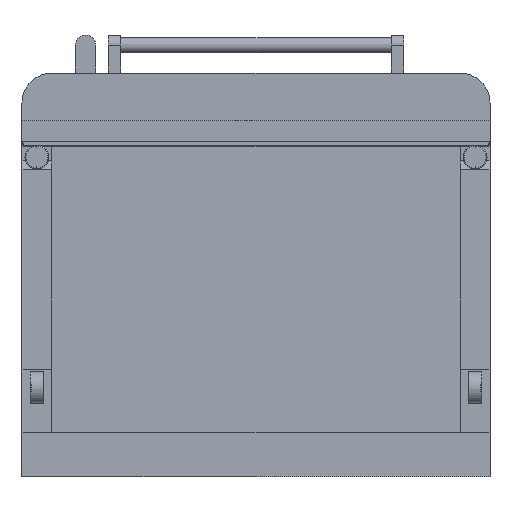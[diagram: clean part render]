
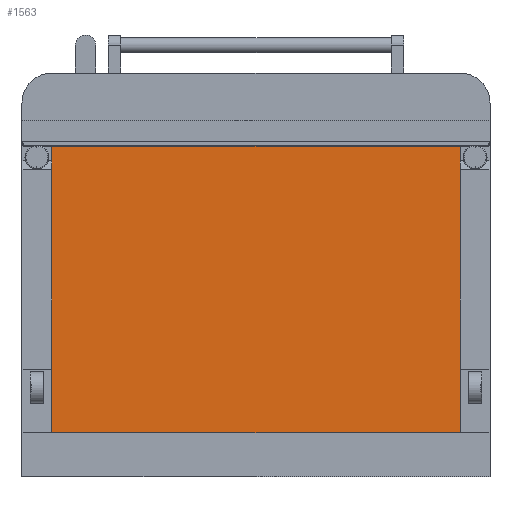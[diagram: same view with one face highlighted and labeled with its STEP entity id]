
A CAD part, front view. The second image highlights one B-rep face of the part: STEP entity #1563.
In plain terms, the highlighted planar face has unit normal (0, -1, 0).
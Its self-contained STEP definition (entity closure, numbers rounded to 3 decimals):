
#16 = FACE_OUTER_BOUND ( 'NONE', #1494, .T. ) ;
#424 = VERTEX_POINT ( 'NONE', #3949 ) ;
#535 = VECTOR ( 'NONE', #3818, 1000. ) ;
#543 = ORIENTED_EDGE ( 'NONE', *, *, #4246, .F. ) ;
#704 = DIRECTION ( 'NONE',  ( 0., 0., 1. ) ) ;
#746 = DIRECTION ( 'NONE',  ( 0., 0., 1. ) ) ;
#1025 = VECTOR ( 'NONE', #746, 1000. ) ;
#1074 = DIRECTION ( 'NONE',  ( 0., 1., 0. ) ) ;
#1271 = ORIENTED_EDGE ( 'NONE', *, *, #3533, .F. ) ;
#1274 = LINE ( 'NONE', #4380, #1812 ) ;
#1346 = DIRECTION ( 'NONE',  ( -1., 0., 0. ) ) ;
#1477 = CARTESIAN_POINT ( 'NONE',  ( 321., -928.35, -280. ) ) ;
#1494 = EDGE_LOOP ( 'NONE', ( #2945, #4112, #543, #1271 ) ) ;
#1563 = ADVANCED_FACE ( 'NONE', ( #16 ), #3446, .F. ) ;
#1689 = VERTEX_POINT ( 'NONE', #4664 ) ;
#1800 = LINE ( 'NONE', #3836, #1025 ) ;
#1812 = VECTOR ( 'NONE', #1346, 1000. ) ;
#1914 = LINE ( 'NONE', #1477, #535 ) ;
#2022 = DIRECTION ( 'NONE',  ( -1., 0., 0. ) ) ;
#2229 = CARTESIAN_POINT ( 'NONE',  ( -321., -928.35, -210.4 ) ) ;
#2700 = VERTEX_POINT ( 'NONE', #2898 ) ;
#2780 = CARTESIAN_POINT ( 'NONE',  ( -368., -928.35, -210.4 ) ) ;
#2898 = CARTESIAN_POINT ( 'NONE',  ( 321., -928.35, -210.4 ) ) ;
#2945 = ORIENTED_EDGE ( 'NONE', *, *, #4160, .T. ) ;
#2989 = EDGE_CURVE ( 'NONE', #1689, #424, #1274, .T. ) ;
#3265 = LINE ( 'NONE', #2780, #4178 ) ;
#3446 = PLANE ( 'NONE',  #4793 ) ;
#3533 = EDGE_CURVE ( 'NONE', #2700, #4137, #3265, .T. ) ;
#3818 = DIRECTION ( 'NONE',  ( 0., 0., 1. ) ) ;
#3836 = CARTESIAN_POINT ( 'NONE',  ( -321., -928.35, -280. ) ) ;
#3949 = CARTESIAN_POINT ( 'NONE',  ( -321., -928.35, 240. ) ) ;
#4112 = ORIENTED_EDGE ( 'NONE', *, *, #2989, .T. ) ;
#4137 = VERTEX_POINT ( 'NONE', #2229 ) ;
#4160 = EDGE_CURVE ( 'NONE', #2700, #1689, #1914, .T. ) ;
#4178 = VECTOR ( 'NONE', #2022, 1000. ) ;
#4246 = EDGE_CURVE ( 'NONE', #4137, #424, #1800, .T. ) ;
#4253 = CARTESIAN_POINT ( 'NONE',  ( -321., -928.35, -280. ) ) ;
#4380 = CARTESIAN_POINT ( 'NONE',  ( -321., -928.35, 240. ) ) ;
#4664 = CARTESIAN_POINT ( 'NONE',  ( 321., -928.35, 240. ) ) ;
#4793 = AXIS2_PLACEMENT_3D ( 'NONE', #4253, #1074, #704 ) ;
